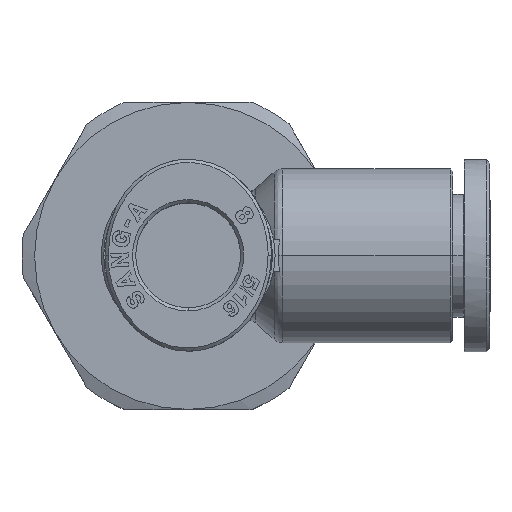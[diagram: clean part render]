
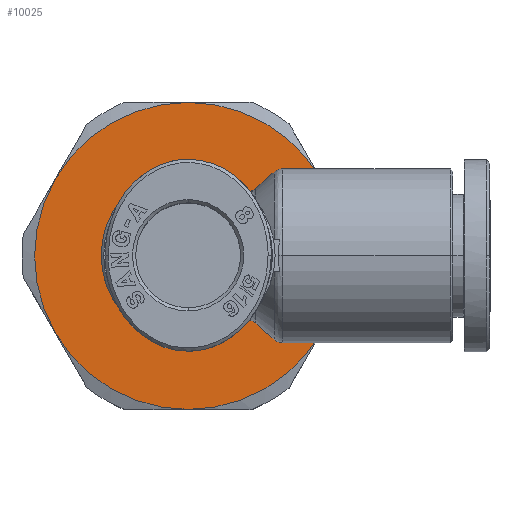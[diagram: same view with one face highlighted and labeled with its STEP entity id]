
A CAD part, top view. The second image highlights one B-rep face of the part: STEP entity #10025.
In plain terms, the highlighted planar face has unit normal (0, 0, 1).
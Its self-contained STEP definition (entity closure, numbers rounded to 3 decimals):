
#87 = AXIS2_PLACEMENT_3D ( 'NONE', #12391, #10351, #28663 ) ;
#1161 = VERTEX_POINT ( 'NONE', #28532 ) ;
#1434 = VERTEX_POINT ( 'NONE', #27606 ) ;
#1700 = CARTESIAN_POINT ( 'NONE',  ( -7.472, 0., -7.3 ) ) ;
#2013 = ORIENTED_EDGE ( 'NONE', *, *, #20263, .F. ) ;
#2180 = CARTESIAN_POINT ( 'NONE',  ( -17.865, 6., -7.3 ) ) ;
#2287 = AXIS2_PLACEMENT_3D ( 'NONE', #2952, #5305, #21516 ) ;
#2626 = DIRECTION ( 'NONE',  ( 0., 0., 1. ) ) ;
#2952 = CARTESIAN_POINT ( 'NONE',  ( -7.472, 0., -7.3 ) ) ;
#3036 = CARTESIAN_POINT ( 'NONE',  ( -7.472, 12., -7.3 ) ) ;
#3180 = CARTESIAN_POINT ( 'NONE',  ( -7.472, 0., -7.3 ) ) ;
#3476 = DIRECTION ( 'NONE',  ( 0., 1., 0. ) ) ;
#3907 = DIRECTION ( 'NONE',  ( 0., 0., -1. ) ) ;
#4863 = DIRECTION ( 'NONE',  ( 0., 1., 0. ) ) ;
#5184 = AXIS2_PLACEMENT_3D ( 'NONE', #1700, #3907, #17801 ) ;
#5232 = VERTEX_POINT ( 'NONE', #27260 ) ;
#5244 = CIRCLE ( 'NONE', #12907, 5.504 ) ;
#5293 = CARTESIAN_POINT ( 'NONE',  ( -7.472, 0., -7.3 ) ) ;
#5305 = DIRECTION ( 'NONE',  ( 0., 0., -1. ) ) ;
#6338 = AXIS2_PLACEMENT_3D ( 'NONE', #12825, #19795, #3476 ) ;
#6638 = FACE_BOUND ( 'NONE', #6749, .T. ) ;
#6749 = EDGE_LOOP ( 'NONE', ( #14878, #20677 ) ) ;
#7353 = DIRECTION ( 'NONE',  ( 0., 1., 0. ) ) ;
#7600 = VERTEX_POINT ( 'NONE', #2180 ) ;
#7968 = DIRECTION ( 'NONE',  ( 0., 0., 1. ) ) ;
#8264 = DIRECTION ( 'NONE',  ( 0., 0., -1. ) ) ;
#8273 = AXIS2_PLACEMENT_3D ( 'NONE', #5293, #16824, #7353 ) ;
#8662 = ORIENTED_EDGE ( 'NONE', *, *, #16649, .F. ) ;
#9302 = AXIS2_PLACEMENT_3D ( 'NONE', #10384, #7968, #10288 ) ;
#9448 = EDGE_CURVE ( 'NONE', #5232, #1161, #5244, .T. ) ;
#9726 = CARTESIAN_POINT ( 'NONE',  ( -7.472, 0., -7.3 ) ) ;
#10025 = ADVANCED_FACE ( 'NONE', ( #6638, #21138 ), #19479, .F. ) ;
#10045 = VERTEX_POINT ( 'NONE', #24510 ) ;
#10226 = AXIS2_PLACEMENT_3D ( 'NONE', #22135, #8264, #20888 ) ;
#10288 = DIRECTION ( 'NONE',  ( 0., 1., 0. ) ) ;
#10351 = DIRECTION ( 'NONE',  ( 0., 0., -1. ) ) ;
#10384 = CARTESIAN_POINT ( 'NONE',  ( -7.472, 0., -7.3 ) ) ;
#10516 = ORIENTED_EDGE ( 'NONE', *, *, #16064, .F. ) ;
#12215 = EDGE_CURVE ( 'NONE', #7600, #20586, #16986, .T. ) ;
#12391 = CARTESIAN_POINT ( 'NONE',  ( -7.472, 0., -7.3 ) ) ;
#12825 = CARTESIAN_POINT ( 'NONE',  ( -7.472, 0., -7.3 ) ) ;
#12907 = AXIS2_PLACEMENT_3D ( 'NONE', #9726, #2626, #4863 ) ;
#13292 = AXIS2_PLACEMENT_3D ( 'NONE', #3180, #22153, #15427 ) ;
#13564 = CIRCLE ( 'NONE', #8273, 12. ) ;
#14043 = ORIENTED_EDGE ( 'NONE', *, *, #17203, .F. ) ;
#14878 = ORIENTED_EDGE ( 'NONE', *, *, #17266, .F. ) ;
#15427 = DIRECTION ( 'NONE',  ( -1., 0., 0. ) ) ;
#16064 = EDGE_CURVE ( 'NONE', #20586, #1434, #24031, .T. ) ;
#16575 = CIRCLE ( 'NONE', #87, 12. ) ;
#16649 = EDGE_CURVE ( 'NONE', #10045, #7600, #20663, .T. ) ;
#16824 = DIRECTION ( 'NONE',  ( 0., 0., -1. ) ) ;
#16986 = CIRCLE ( 'NONE', #2287, 12. ) ;
#17203 = EDGE_CURVE ( 'NONE', #1434, #21496, #23953, .T. ) ;
#17266 = EDGE_CURVE ( 'NONE', #1161, #5232, #26535, .T. ) ;
#17801 = DIRECTION ( 'NONE',  ( 0., 1., 0. ) ) ;
#18518 = VERTEX_POINT ( 'NONE', #25713 ) ;
#19479 = PLANE ( 'NONE',  #13292 ) ;
#19795 = DIRECTION ( 'NONE',  ( 0., 0., -1. ) ) ;
#20263 = EDGE_CURVE ( 'NONE', #21496, #18518, #16575, .T. ) ;
#20283 = EDGE_LOOP ( 'NONE', ( #8662, #25768, #2013, #14043, #10516, #25918 ) ) ;
#20586 = VERTEX_POINT ( 'NONE', #3036 ) ;
#20663 = CIRCLE ( 'NONE', #5184, 12. ) ;
#20677 = ORIENTED_EDGE ( 'NONE', *, *, #9448, .F. ) ;
#20888 = DIRECTION ( 'NONE',  ( 0., 1., 0. ) ) ;
#21138 = FACE_OUTER_BOUND ( 'NONE', #20283, .T. ) ;
#21496 = VERTEX_POINT ( 'NONE', #21804 ) ;
#21516 = DIRECTION ( 'NONE',  ( 0., 1., 0. ) ) ;
#21804 = CARTESIAN_POINT ( 'NONE',  ( 2.92, -6., -7.3 ) ) ;
#22135 = CARTESIAN_POINT ( 'NONE',  ( -7.472, 0., -7.3 ) ) ;
#22153 = DIRECTION ( 'NONE',  ( 0., 0., -1. ) ) ;
#23953 = CIRCLE ( 'NONE', #6338, 12. ) ;
#24031 = CIRCLE ( 'NONE', #10226, 12. ) ;
#24510 = CARTESIAN_POINT ( 'NONE',  ( -17.865, -6., -7.3 ) ) ;
#25713 = CARTESIAN_POINT ( 'NONE',  ( -7.472, -12., -7.3 ) ) ;
#25768 = ORIENTED_EDGE ( 'NONE', *, *, #29402, .F. ) ;
#25918 = ORIENTED_EDGE ( 'NONE', *, *, #12215, .F. ) ;
#26535 = CIRCLE ( 'NONE', #9302, 5.504 ) ;
#27260 = CARTESIAN_POINT ( 'NONE',  ( -7.472, -5.504, -7.3 ) ) ;
#27606 = CARTESIAN_POINT ( 'NONE',  ( 2.92, 6., -7.3 ) ) ;
#28532 = CARTESIAN_POINT ( 'NONE',  ( -7.472, 5.504, -7.3 ) ) ;
#28663 = DIRECTION ( 'NONE',  ( 0., 1., 0. ) ) ;
#29402 = EDGE_CURVE ( 'NONE', #18518, #10045, #13564, .T. ) ;
